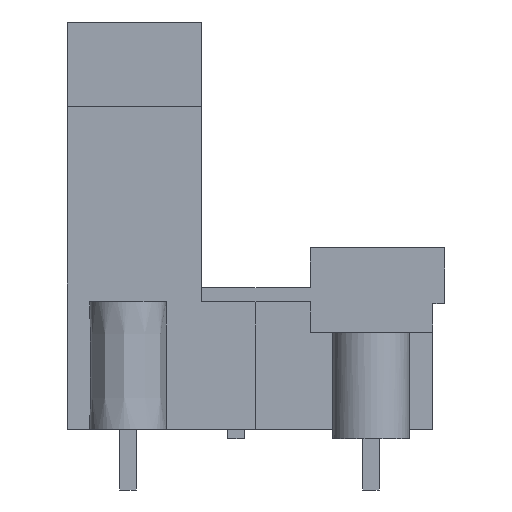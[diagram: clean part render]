
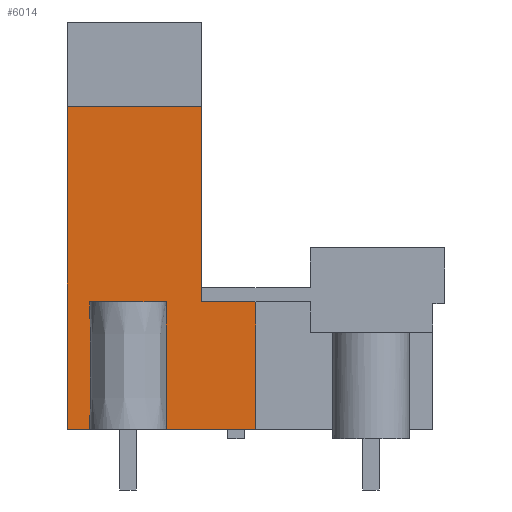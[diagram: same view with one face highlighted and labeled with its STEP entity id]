
A CAD part, left-side view. The second image highlights one B-rep face of the part: STEP entity #6014.
In plain terms, the highlighted planar face has unit normal (-1, 0, 0).
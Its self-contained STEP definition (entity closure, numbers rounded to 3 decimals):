
#5963=AXIS2_PLACEMENT_3D('Plane Axis2P3D',#5960,#5961,#5962) ;
#2259=CARTESIAN_POINT('Vertex',(3.84,11.84,3.8)) ;
#2262=CARTESIAN_POINT('Line Origine',(3.84,14.846,3.8)) ;
#2266=CARTESIAN_POINT('Vertex',(3.84,17.853,3.8)) ;
#2310=CARTESIAN_POINT('Vertex',(3.84,21.887,3.8)) ;
#2313=CARTESIAN_POINT('Line Origine',(3.84,22.779,3.8)) ;
#2317=CARTESIAN_POINT('Vertex',(3.84,23.67,3.8)) ;
#5475=CARTESIAN_POINT('Vertex',(3.84,15.24,12.7)) ;
#5505=CARTESIAN_POINT('Line Origine',(3.84,15.24,12.25)) ;
#5509=CARTESIAN_POINT('Vertex',(3.84,15.24,11.8)) ;
#5533=CARTESIAN_POINT('Vertex',(3.84,11.84,11.8)) ;
#5550=CARTESIAN_POINT('Line Origine',(3.84,13.54,11.8)) ;
#5798=CARTESIAN_POINT('Line Origine',(3.84,23.67,13.93)) ;
#5802=CARTESIAN_POINT('Vertex',(3.84,23.67,24.06)) ;
#5960=CARTESIAN_POINT('Axis2P3D Location',(3.84,23.67,3.2)) ;
#5965=CARTESIAN_POINT('Line Origine',(3.84,15.24,18.38)) ;
#5969=CARTESIAN_POINT('Vertex',(3.84,15.24,24.06)) ;
#5972=CARTESIAN_POINT('Line Origine',(3.84,19.455,24.06)) ;
#5977=CARTESIAN_POINT('Line Origine',(3.84,21.887,7.8)) ;
#5981=CARTESIAN_POINT('Vertex',(3.84,21.887,11.8)) ;
#5984=CARTESIAN_POINT('Line Origine',(3.84,19.87,11.8)) ;
#5988=CARTESIAN_POINT('Vertex',(3.84,17.853,11.8)) ;
#5991=CARTESIAN_POINT('Line Origine',(3.84,17.853,7.8)) ;
#5996=CARTESIAN_POINT('Line Origine',(3.84,11.84,7.8)) ;
#2263=DIRECTION('Vector Direction',(0.,-1.,0.)) ;
#2314=DIRECTION('Vector Direction',(0.,-1.,0.)) ;
#5506=DIRECTION('Vector Direction',(0.,0.,-1.)) ;
#5551=DIRECTION('Vector Direction',(0.,1.,0.)) ;
#5799=DIRECTION('Vector Direction',(0.,0.,1.)) ;
#5961=DIRECTION('Axis2P3D Direction',(-1.,0.,0.)) ;
#5962=DIRECTION('Axis2P3D XDirection',(0.,-1.,0.)) ;
#5966=DIRECTION('Vector Direction',(0.,0.,-1.)) ;
#5973=DIRECTION('Vector Direction',(0.,-1.,0.)) ;
#5978=DIRECTION('Vector Direction',(0.,0.,1.)) ;
#5985=DIRECTION('Vector Direction',(0.,1.,0.)) ;
#5992=DIRECTION('Vector Direction',(0.,0.,1.)) ;
#5997=DIRECTION('Vector Direction',(0.,0.,1.)) ;
#2264=VECTOR('Line Direction',#2263,1.) ;
#2315=VECTOR('Line Direction',#2314,1.) ;
#5507=VECTOR('Line Direction',#5506,1.) ;
#5552=VECTOR('Line Direction',#5551,1.) ;
#5800=VECTOR('Line Direction',#5799,1.) ;
#5967=VECTOR('Line Direction',#5966,1.) ;
#5974=VECTOR('Line Direction',#5973,1.) ;
#5979=VECTOR('Line Direction',#5978,1.) ;
#5986=VECTOR('Line Direction',#5985,1.) ;
#5993=VECTOR('Line Direction',#5992,1.) ;
#5998=VECTOR('Line Direction',#5997,1.) ;
#6002=ORIENTED_EDGE('',*,*,#5971,.F.) ;
#6003=ORIENTED_EDGE('',*,*,#5976,.T.) ;
#6004=ORIENTED_EDGE('',*,*,#5804,.T.) ;
#6005=ORIENTED_EDGE('',*,*,#2319,.T.) ;
#6006=ORIENTED_EDGE('',*,*,#5983,.T.) ;
#6007=ORIENTED_EDGE('',*,*,#5990,.F.) ;
#6008=ORIENTED_EDGE('',*,*,#5995,.F.) ;
#6009=ORIENTED_EDGE('',*,*,#2268,.T.) ;
#6010=ORIENTED_EDGE('',*,*,#6000,.T.) ;
#6011=ORIENTED_EDGE('',*,*,#5554,.T.) ;
#6012=ORIENTED_EDGE('',*,*,#5511,.F.) ;
#6014=ADVANCED_FACE('HOUSING',(#6013),#5964,.T.) ;
#2268=EDGE_CURVE('',#2267,#2260,#2265,.T.) ;
#2319=EDGE_CURVE('',#2318,#2311,#2316,.T.) ;
#5511=EDGE_CURVE('',#5476,#5510,#5508,.T.) ;
#5554=EDGE_CURVE('',#5534,#5510,#5553,.T.) ;
#5804=EDGE_CURVE('',#5803,#2318,#5801,.F.) ;
#5971=EDGE_CURVE('',#5970,#5476,#5968,.T.) ;
#5976=EDGE_CURVE('',#5970,#5803,#5975,.F.) ;
#5983=EDGE_CURVE('',#2311,#5982,#5980,.T.) ;
#5990=EDGE_CURVE('',#5989,#5982,#5987,.T.) ;
#5995=EDGE_CURVE('',#2267,#5989,#5994,.T.) ;
#6000=EDGE_CURVE('',#2260,#5534,#5999,.T.) ;
#6001=EDGE_LOOP('',(#6002,#6003,#6004,#6005,#6006,#6007,#6008,#6009,#6010,#6011,#6012)) ;
#6013=FACE_OUTER_BOUND('',#6001,.T.) ;
#2265=LINE('Line',#2262,#2264) ;
#2316=LINE('Line',#2313,#2315) ;
#5508=LINE('Line',#5505,#5507) ;
#5553=LINE('Line',#5550,#5552) ;
#5801=LINE('Line',#5798,#5800) ;
#5968=LINE('Line',#5965,#5967) ;
#5975=LINE('Line',#5972,#5974) ;
#5980=LINE('Line',#5977,#5979) ;
#5987=LINE('Line',#5984,#5986) ;
#5994=LINE('Line',#5991,#5993) ;
#5999=LINE('Line',#5996,#5998) ;
#5964=PLANE('',#5963) ;
#2260=VERTEX_POINT('',#2259) ;
#2267=VERTEX_POINT('',#2266) ;
#2311=VERTEX_POINT('',#2310) ;
#2318=VERTEX_POINT('',#2317) ;
#5476=VERTEX_POINT('',#5475) ;
#5510=VERTEX_POINT('',#5509) ;
#5534=VERTEX_POINT('',#5533) ;
#5803=VERTEX_POINT('',#5802) ;
#5970=VERTEX_POINT('',#5969) ;
#5982=VERTEX_POINT('',#5981) ;
#5989=VERTEX_POINT('',#5988) ;
